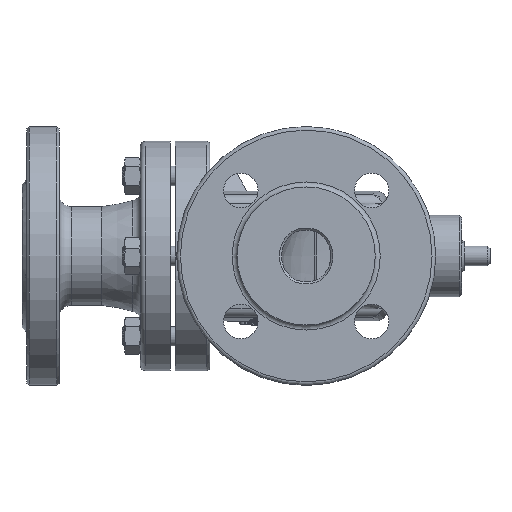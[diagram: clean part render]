
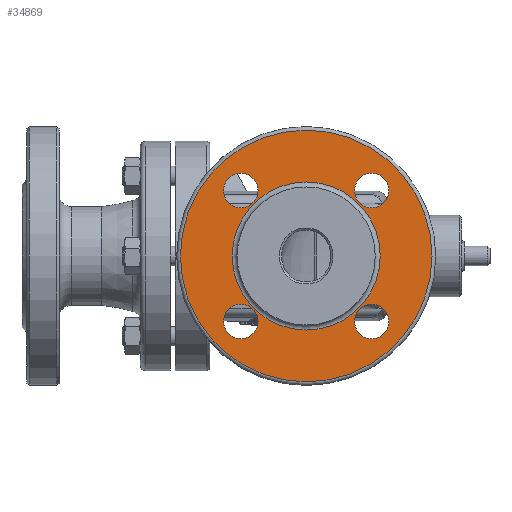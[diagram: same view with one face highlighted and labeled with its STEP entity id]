
A CAD part, left-side view. The second image highlights one B-rep face of the part: STEP entity #34869.
In plain terms, the highlighted planar face has unit normal (-1, 0, 0).
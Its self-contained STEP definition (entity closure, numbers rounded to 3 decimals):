
#309 = AXIS2_PLACEMENT_3D ( 'NONE', #34211, #17535, #775 ) ;
#413 = DIRECTION ( 'NONE',  ( -1., 0., 0. ) ) ;
#578 = CIRCLE ( 'NONE', #19778, 30. ) ;
#775 = DIRECTION ( 'NONE',  ( 0., 1., 0. ) ) ;
#1235 = VERTEX_POINT ( 'NONE', #25348 ) ;
#1661 = ORIENTED_EDGE ( 'NONE', *, *, #8815, .T. ) ;
#1869 = FACE_OUTER_BOUND ( 'NONE', #13052, .T. ) ;
#2286 = CIRCLE ( 'NONE', #28125, 51. ) ;
#5602 = EDGE_CURVE ( 'NONE', #1235, #1235, #35856, .T. ) ;
#6067 = VERTEX_POINT ( 'NONE', #34607 ) ;
#6409 = EDGE_CURVE ( 'NONE', #29166, #29166, #26630, .T. ) ;
#7129 = AXIS2_PLACEMENT_3D ( 'NONE', #14046, #33535, #16860 ) ;
#7199 = DIRECTION ( 'NONE',  ( -1., 0., 0. ) ) ;
#7564 = ORIENTED_EDGE ( 'NONE', *, *, #5602, .T. ) ;
#8815 = EDGE_CURVE ( 'NONE', #13461, #13461, #2286, .T. ) ;
#9237 = ORIENTED_EDGE ( 'NONE', *, *, #6409, .T. ) ;
#9272 = FACE_BOUND ( 'NONE', #31601, .T. ) ;
#11370 = CARTESIAN_POINT ( 'NONE',  ( -86.558, 40.876, 26.517 ) ) ;
#12331 = ORIENTED_EDGE ( 'NONE', *, *, #34209, .T. ) ;
#12466 = DIRECTION ( 'NONE',  ( 1., 0., 0. ) ) ;
#13052 = EDGE_LOOP ( 'NONE', ( #1661 ) ) ;
#13461 = VERTEX_POINT ( 'NONE', #25484 ) ;
#13538 = DIRECTION ( 'NONE',  ( 1., 0., 0. ) ) ;
#13770 = CIRCLE ( 'NONE', #23293, 7. ) ;
#14046 = CARTESIAN_POINT ( 'NONE',  ( -86.558, -12.157, 26.517 ) ) ;
#14197 = DIRECTION ( 'NONE',  ( 0., 0., 1. ) ) ;
#15133 = AXIS2_PLACEMENT_3D ( 'NONE', #23847, #7199, #26660 ) ;
#15695 = EDGE_LOOP ( 'NONE', ( #9237 ) ) ;
#16860 = DIRECTION ( 'NONE',  ( 0., -1., 0. ) ) ;
#16872 = CIRCLE ( 'NONE', #309, 7. ) ;
#17017 = EDGE_LOOP ( 'NONE', ( #20708 ) ) ;
#17144 = CARTESIAN_POINT ( 'NONE',  ( -86.558, 14.36, 0. ) ) ;
#17535 = DIRECTION ( 'NONE',  ( 1., 0., 0. ) ) ;
#19778 = AXIS2_PLACEMENT_3D ( 'NONE', #29163, #12466, #31955 ) ;
#19962 = DIRECTION ( 'NONE',  ( 0., 0., 1. ) ) ;
#20480 = CARTESIAN_POINT ( 'NONE',  ( -86.558, -12.157, -33.517 ) ) ;
#20708 = ORIENTED_EDGE ( 'NONE', *, *, #26816, .T. ) ;
#20829 = VERTEX_POINT ( 'NONE', #31807 ) ;
#23222 = FACE_BOUND ( 'NONE', #17017, .T. ) ;
#23293 = AXIS2_PLACEMENT_3D ( 'NONE', #30240, #13538, #33034 ) ;
#23847 = CARTESIAN_POINT ( 'NONE',  ( -86.558, 42.36, 0. ) ) ;
#24088 = FACE_BOUND ( 'NONE', #31406, .T. ) ;
#25348 = CARTESIAN_POINT ( 'NONE',  ( -86.558, -19.157, 26.517 ) ) ;
#25484 = CARTESIAN_POINT ( 'NONE',  ( -86.558, 14.36, 51. ) ) ;
#26400 = ORIENTED_EDGE ( 'NONE', *, *, #32896, .T. ) ;
#26630 = CIRCLE ( 'NONE', #32347, 7. ) ;
#26660 = DIRECTION ( 'NONE',  ( 0., 0., 1. ) ) ;
#26816 = EDGE_CURVE ( 'NONE', #31756, #31756, #13770, .T. ) ;
#28125 = AXIS2_PLACEMENT_3D ( 'NONE', #17144, #413, #19962 ) ;
#29163 = CARTESIAN_POINT ( 'NONE',  ( -86.558, 14.36, 0. ) ) ;
#29166 = VERTEX_POINT ( 'NONE', #33766 ) ;
#29350 = PLANE ( 'NONE',  #15133 ) ;
#30240 = CARTESIAN_POINT ( 'NONE',  ( -86.558, -12.157, -26.517 ) ) ;
#30647 = FACE_BOUND ( 'NONE', #15695, .T. ) ;
#30886 = DIRECTION ( 'NONE',  ( 1., 0., 0. ) ) ;
#31406 = EDGE_LOOP ( 'NONE', ( #26400 ) ) ;
#31519 = FACE_BOUND ( 'NONE', #35888, .T. ) ;
#31601 = EDGE_LOOP ( 'NONE', ( #7564 ) ) ;
#31756 = VERTEX_POINT ( 'NONE', #20480 ) ;
#31807 = CARTESIAN_POINT ( 'NONE',  ( -86.558, 47.876, -26.517 ) ) ;
#31955 = DIRECTION ( 'NONE',  ( 0., 0., 1. ) ) ;
#32347 = AXIS2_PLACEMENT_3D ( 'NONE', #11370, #30886, #14197 ) ;
#32896 = EDGE_CURVE ( 'NONE', #20829, #20829, #16872, .T. ) ;
#33034 = DIRECTION ( 'NONE',  ( 0., 0., -1. ) ) ;
#33535 = DIRECTION ( 'NONE',  ( 1., 0., 0. ) ) ;
#33766 = CARTESIAN_POINT ( 'NONE',  ( -86.558, 40.876, 33.517 ) ) ;
#34209 = EDGE_CURVE ( 'NONE', #6067, #6067, #578, .T. ) ;
#34211 = CARTESIAN_POINT ( 'NONE',  ( -86.558, 40.876, -26.517 ) ) ;
#34607 = CARTESIAN_POINT ( 'NONE',  ( -86.558, 14.36, 30. ) ) ;
#34869 = ADVANCED_FACE ( 'NONE', ( #9272, #24088, #31519, #1869, #30647, #23222 ), #29350, .T. ) ;
#35856 = CIRCLE ( 'NONE', #7129, 7. ) ;
#35888 = EDGE_LOOP ( 'NONE', ( #12331 ) ) ;
